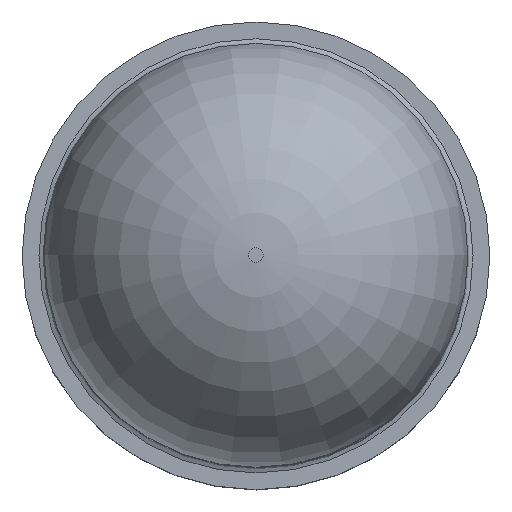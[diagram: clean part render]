
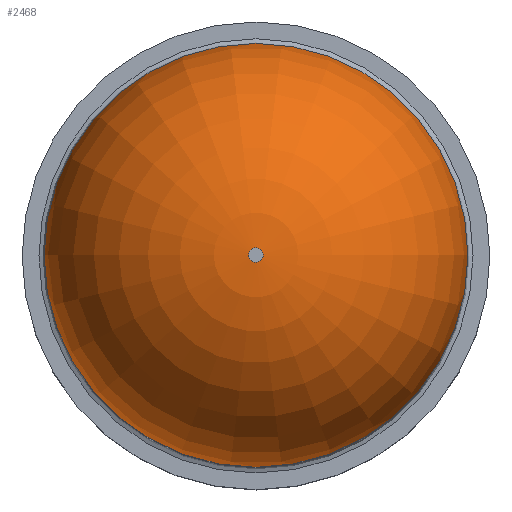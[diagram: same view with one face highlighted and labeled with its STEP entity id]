
A CAD part, top view. The second image highlights one B-rep face of the part: STEP entity #2468.
In plain terms, the highlighted toroidal (fillet/blend) face has major radius 0.05 mm and minor radius 1.4 mm.
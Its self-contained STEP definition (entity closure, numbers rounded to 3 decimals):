
#363=DEGENERATE_TOROIDAL_SURFACE('',#2586,0.05,1.4,.T.);
#365=ORIENTED_EDGE('',*,*,#890,.F.);
#366=ORIENTED_EDGE('',*,*,#891,.F.);
#890=EDGE_CURVE('',#1153,#1153,#1314,.F.);
#891=EDGE_CURVE('',#1154,#1154,#1315,.T.);
#1153=VERTEX_POINT('',#3374);
#1154=VERTEX_POINT('',#3377);
#1314=CIRCLE('',#2585,0.05);
#1315=CIRCLE('',#2587,1.45);
#1413=EDGE_LOOP('',(#365));
#1414=EDGE_LOOP('',(#366));
#1533=FACE_BOUND('',#1413,.T.);
#1534=FACE_BOUND('',#1414,.T.);
#2468=ADVANCED_FACE('',(#1533,#1534),#363,.T.);
#2585=AXIS2_PLACEMENT_3D('',#3373,#2818,#2819);
#2586=AXIS2_PLACEMENT_3D('',#3375,#2820,#2821);
#2587=AXIS2_PLACEMENT_3D('',#3376,#2822,#2823);
#2818=DIRECTION('',(0.,0.,-1.));
#2819=DIRECTION('',(-1.,0.,0.));
#2820=DIRECTION('',(0.,0.,-1.));
#2821=DIRECTION('',(-1.,0.,0.));
#2822=DIRECTION('',(0.,0.,-1.));
#2823=DIRECTION('',(-1.,0.,0.));
#3373=CARTESIAN_POINT('',(0.,0.,3.9));
#3374=CARTESIAN_POINT('',(-0.05,0.,3.9));
#3375=CARTESIAN_POINT('',(0.,0.,2.5));
#3376=CARTESIAN_POINT('',(0.,0.,2.5));
#3377=CARTESIAN_POINT('',(-1.45,0.,2.5));
